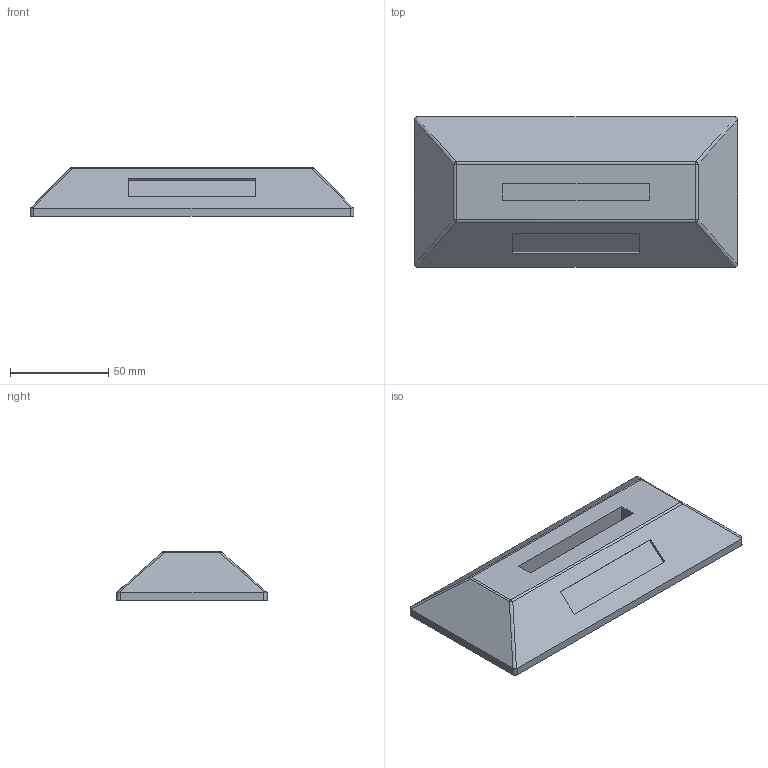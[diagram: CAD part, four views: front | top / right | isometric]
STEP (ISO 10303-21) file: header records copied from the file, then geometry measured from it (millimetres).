
FILE_DESCRIPTION(/* description */ (''),/* implementation_level */ '2;1');
FILE_NAME(/* name */ 'Base',/* time_stamp */ '2020-09-07T13:09:05+01:00',/* author */ (''),/* organization */ (''),/* preprocessor_version */ 'ST-DEVELOPER v16.5',/* originating_system */ '',/* authorisation */ '');
FILE_SCHEMA (('AUTOMOTIVE_DESIGN'));
Length unit declared in the file: millimetre
Products named in the file (1): Document
Bounding box: 164.23 x 76.3 x 24.71 mm (x, y, z)
Volume: 198222.3 mm3; surface area: 33613.8 mm2
Topology: 1 solids, 1 shells, 36 faces, 84 edges, 52 vertices
Faces by surface type: bspline 20, plane 16
Entity records: 1031 total; most frequent: CARTESIAN_POINT 478, ORIENTED_EDGE 168, EDGE_CURVE 84, B_SPLINE_CURVE_WITH_KNOTS 60, VERTEX_POINT 52, EDGE_LOOP 38, ADVANCED_FACE 36, FACE_OUTER_BOUND 36
